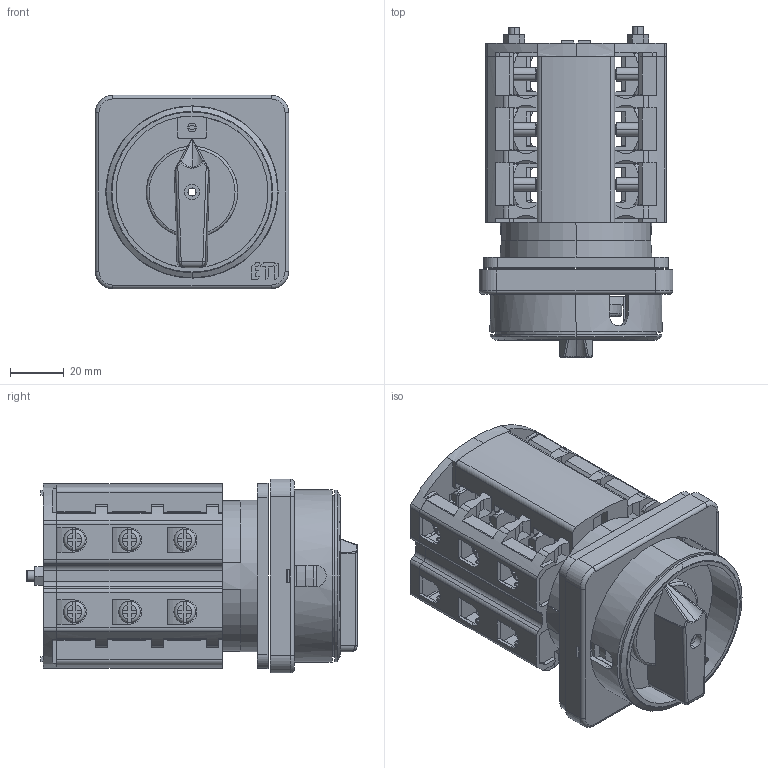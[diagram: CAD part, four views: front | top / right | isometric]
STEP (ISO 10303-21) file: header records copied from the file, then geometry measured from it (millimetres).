
FILE_DESCRIPTION((''),'2;1');
FILE_NAME('1P-WCOL_ASM_1_ASM','2021-12-07T',('marketing.praksa'),('Audax d.o.o.'),'CREO PARAMETRIC BY PTC INC, 2017480','CREO PARAMETRIC BY PTC INC, 2017480','');
FILE_SCHEMA(('AUTOMOTIVE_DESIGN { 1 0 10303 214 1 1 1 1 }'));
Products named in the file (43): CVRST2_3-3_PODLOSKA_63_3-1-SO_5; CVRST2_3-2_M6X12_3-1-SOLID-2138; KUKISTE63_3-1-SOLID1_1_1_1_2_3; CVRST1_3-1_M6X12_3-1-SOLI-80042; CVRST2_3-2_PODLOSKA_63_3-1-SO_5; CVRST1_3-1_PODLOSKA_63_3-1-SO_5; CVRST2_3-1_M6X12_3-1-SOLI-83225; CVRST2_3-3_M6X12_3-1-SOLI-84364; CVRST2_3-3_PODLOSKA_63_3-1-SO_6; CVRST2_3-2_M6X12_3-1-SOLI-86535; CVRST1_3-1_M6X12_3-1-SOLI-87676; CVRST2_3-2_PODLOSKA_63_3-1-SO_6; CVRST1_3-1_PODLOSKA_63_3-1-SO_6; CVRST2_3-1_M6X12_3-1-SOLI-90869; CVRST2_3-3_PODLOSKA_63_3-1-SO_7; CVRST2_3-2_M6X12_3-1-SOLID1_1_4; CVRST1_3-1_M6X12_3-1-SOLID1_1_4; CVRST2_3-2_PODLOSKA_63_3-1-SO_7; CVRST1_3-1_PODLOSKA_63_3-1-SO_7; CVRST2_3-1_M6X12_3-1-SOLID1_1_4; CVRST2_3-3_M6X12_3-1-SOLID1_1_4; CVRST2_3-1_PODLOSKA_63_3-1-SO_5; CVRST2_3-3_M6X12_3-1-SOL-100680; CVRST2_3-1_PODLOSKA_63_3-1-SO_6; CVRST2_3-1_PODLOSKA_63_3-1-SO_7; IN_ASM_1_ASM_1_1_2_3_ASM; KOMPLET_BS40_BRAVA_LK_TON-301_4; ZAVRTKA_3-1-SOLID1_1_1; KAPAK63_3-1-SOLID1_1_1; MATICA_M4_3-1-SOLID1_1_1; ZAVRTKA_3-2-SOLID1_1_1; MATICA_M4_3-2-SOLID1_1_1; OU_ASM_1_ASM_1_ASM; NMMU_ASM_1_ASM; KAPZVEZ_5-1-SOLID1_1_1; KOMPLET_BS40_BRAVA_LK_TON-301_5; KUKZVEZ_3-1-SOLID1_1_1; KOMPLET_BS40_BRAVA_LK_TON-301_6; PRT9569_1_1_1; PRT9569_1_2_1 ...
Assembly tree (42 placements, depth 4):
  1P-WCOL_ASM_1_ASM
    IN_ASM_1_ASM_1_1_2_3_ASM
      CVRST2_3-3_PODLOSKA_63_3-1-SO_5
      CVRST2_3-2_M6X12_3-1-SOLID-2138
      KUKISTE63_3-1-SOLID1_1_1_1_2_3
      CVRST1_3-1_M6X12_3-1-SOLI-80042
      CVRST2_3-2_PODLOSKA_63_3-1-SO_5
      CVRST1_3-1_PODLOSKA_63_3-1-SO_5
      CVRST2_3-1_M6X12_3-1-SOLI-83225
      CVRST2_3-3_M6X12_3-1-SOLI-84364
      CVRST2_3-3_PODLOSKA_63_3-1-SO_6
      CVRST2_3-2_M6X12_3-1-SOLI-86535
      CVRST1_3-1_M6X12_3-1-SOLI-87676
      CVRST2_3-2_PODLOSKA_63_3-1-SO_6
      CVRST1_3-1_PODLOSKA_63_3-1-SO_6
      CVRST2_3-1_M6X12_3-1-SOLI-90869
      CVRST2_3-3_PODLOSKA_63_3-1-SO_7
      CVRST2_3-2_M6X12_3-1-SOLID1_1_4
      CVRST1_3-1_M6X12_3-1-SOLID1_1_4
      CVRST2_3-2_PODLOSKA_63_3-1-SO_7
      CVRST1_3-1_PODLOSKA_63_3-1-SO_7
      CVRST2_3-1_M6X12_3-1-SOLID1_1_4
      CVRST2_3-3_M6X12_3-1-SOLID1_1_4
      CVRST2_3-1_PODLOSKA_63_3-1-SO_5
      CVRST2_3-3_M6X12_3-1-SOL-100680
      CVRST2_3-1_PODLOSKA_63_3-1-SO_6
      CVRST2_3-1_PODLOSKA_63_3-1-SO_7
    KOMPLET_BS40_BRAVA_LK_TON-301_4
    NMMU_ASM_1_ASM
      OU_ASM_1_ASM_1_ASM
        ZAVRTKA_3-1-SOLID1_1_1
        KAPAK63_3-1-SOLID1_1_1
        MATICA_M4_3-1-SOLID1_1_1
        ZAVRTKA_3-2-SOLID1_1_1
        MATICA_M4_3-2-SOLID1_1_1
    KAPZVEZ_5-1-SOLID1_1_1
    KOMPLET_BS40_BRAVA_LK_TON-301_5
    KUKZVEZ_3-1-SOLID1_1_1
    KOMPLET_BS40_BRAVA_LK_TON-301_6
    PRT9569_1_ASM_1_ASM
      PRT9569_1_1_1
      PRT9569_1_2_1
      PRT9569_1_3_1
Bounding box: 72 x 123.02 x 72 mm (x, y, z)
Volume: 186169.1 mm3; surface area: 154502.7 mm2
Topology: 38 solids, 38 shells, 4078 faces, 11200 edges, 7287 vertices
Faces by surface type: plane 2125, cylinder 1628, torus 177, bspline 87, cone 58, sphere 3
Entity records: 171763 total; most frequent: CARTESIAN_POINT 29320, ORIENTED_EDGE 22388, DIRECTION 22116, PRESENTATION_STYLE_ASSIGNMENT 11276, STYLED_ITEM 11276, CURVE_STYLE 11194, EDGE_CURVE 11194, AXIS2_PLACEMENT_3D 7499
